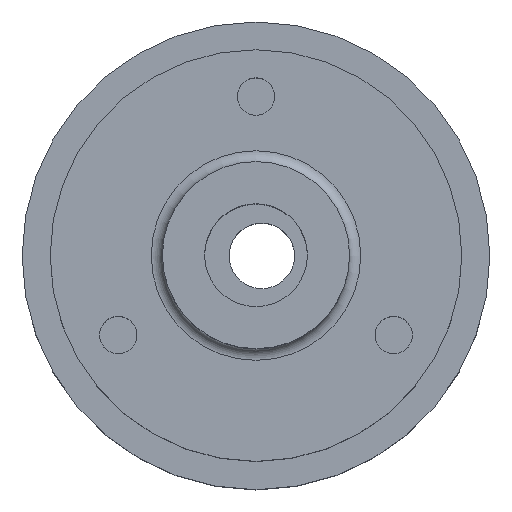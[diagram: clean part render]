
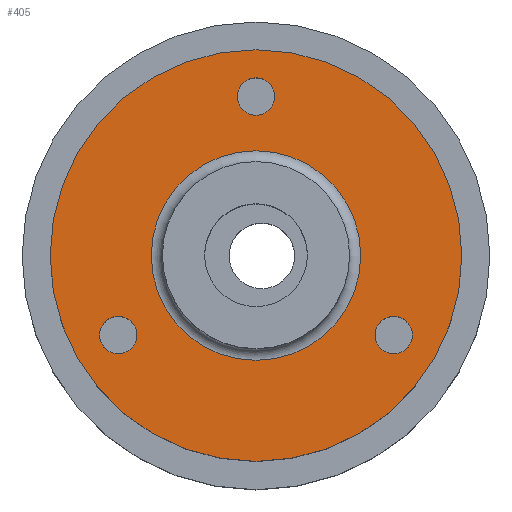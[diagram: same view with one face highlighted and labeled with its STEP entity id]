
A CAD part, top view. The second image highlights one B-rep face of the part: STEP entity #405.
In plain terms, the highlighted planar face has unit normal (0, 0, 1).
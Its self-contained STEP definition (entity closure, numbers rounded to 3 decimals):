
#238=CARTESIAN_POINT('',(-1.,8.5,17.7));
#239=VERTEX_POINT('',#238);
#249=CARTESIAN_POINT('',(1.,8.5,17.7));
#250=VERTEX_POINT('',#249);
#251=CARTESIAN_POINT('',(0.,8.5,17.7));
#252=DIRECTION('',(0.,0.,1.));
#253=DIRECTION('',(1.,0.,-0.));
#254=AXIS2_PLACEMENT_3D('',#251,#252,#253);
#255=CIRCLE('',#254,1.);
#256=EDGE_CURVE('',#239,#250,#255,.T.);
#258=CARTESIAN_POINT('',(0.,8.5,17.7));
#259=DIRECTION('',(0.,0.,1.));
#260=DIRECTION('',(1.,0.,-0.));
#261=AXIS2_PLACEMENT_3D('',#258,#259,#260);
#262=CIRCLE('',#261,1.);
#263=EDGE_CURVE('',#250,#239,#262,.T.);
#273=CARTESIAN_POINT('',(6.361,-4.25,17.7));
#274=VERTEX_POINT('',#273);
#284=CARTESIAN_POINT('',(8.361,-4.25,17.7));
#285=VERTEX_POINT('',#284);
#286=CARTESIAN_POINT('',(7.361,-4.25,17.7));
#287=DIRECTION('',(0.,0.,1.));
#288=DIRECTION('',(1.,0.,-0.));
#289=AXIS2_PLACEMENT_3D('',#286,#287,#288);
#290=CIRCLE('',#289,1.);
#291=EDGE_CURVE('',#274,#285,#290,.T.);
#293=CARTESIAN_POINT('',(7.361,-4.25,17.7));
#294=DIRECTION('',(0.,0.,1.));
#295=DIRECTION('',(1.,0.,-0.));
#296=AXIS2_PLACEMENT_3D('',#293,#294,#295);
#297=CIRCLE('',#296,1.);
#298=EDGE_CURVE('',#285,#274,#297,.T.);
#308=CARTESIAN_POINT('',(-8.361,-4.25,17.7));
#309=VERTEX_POINT('',#308);
#319=CARTESIAN_POINT('',(-6.361,-4.25,17.7));
#320=VERTEX_POINT('',#319);
#321=CARTESIAN_POINT('',(-7.361,-4.25,17.7));
#322=DIRECTION('',(0.,0.,1.));
#323=DIRECTION('',(1.,0.,-0.));
#324=AXIS2_PLACEMENT_3D('',#321,#322,#323);
#325=CIRCLE('',#324,1.);
#326=EDGE_CURVE('',#309,#320,#325,.T.);
#328=CARTESIAN_POINT('',(-7.361,-4.25,17.7));
#329=DIRECTION('',(0.,0.,1.));
#330=DIRECTION('',(1.,0.,-0.));
#331=AXIS2_PLACEMENT_3D('',#328,#329,#330);
#332=CIRCLE('',#331,1.);
#333=EDGE_CURVE('',#320,#309,#332,.T.);
#343=CARTESIAN_POINT('',(-11.,0.,17.7));
#344=VERTEX_POINT('',#343);
#351=CARTESIAN_POINT('',(11.,-0.,17.7));
#352=VERTEX_POINT('',#351);
#353=CARTESIAN_POINT('',(0.,0.,17.7));
#354=DIRECTION('',(0.,0.,1.));
#355=DIRECTION('',(1.,0.,-0.));
#356=AXIS2_PLACEMENT_3D('',#353,#354,#355);
#357=CIRCLE('',#356,11.);
#358=EDGE_CURVE('',#352,#344,#357,.T.);
#360=CARTESIAN_POINT('',(0.,0.,17.7));
#361=DIRECTION('',(0.,0.,1.));
#362=DIRECTION('',(1.,0.,-0.));
#363=AXIS2_PLACEMENT_3D('',#360,#361,#362);
#364=CIRCLE('',#363,11.);
#365=EDGE_CURVE('',#344,#352,#364,.T.);
#373=CARTESIAN_POINT('',(0.,0.,17.7));
#374=DIRECTION('',(0.,0.,1.));
#375=DIRECTION('',(1.,0.,0.));
#376=AXIS2_PLACEMENT_3D('',#373,#374,#375);
#377=PLANE('',#376);
#378=CARTESIAN_POINT('',(5.6,-0.,17.7));
#379=VERTEX_POINT('',#378);
#380=CARTESIAN_POINT('',(0.,0.,17.7));
#381=DIRECTION('',(-0.,-0.,-1.));
#382=DIRECTION('',(1.,0.,-0.));
#383=AXIS2_PLACEMENT_3D('',#380,#381,#382);
#384=CIRCLE('',#383,5.6);
#385=EDGE_CURVE('',#379,#379,#384,.T.);
#386=ORIENTED_EDGE('',*,*,#385,.T.);
#387=EDGE_LOOP('',(#386));
#388=FACE_BOUND('',#387,.T.);
#389=ORIENTED_EDGE('',*,*,#326,.F.);
#390=ORIENTED_EDGE('',*,*,#333,.F.);
#391=EDGE_LOOP('',(#389,#390));
#392=FACE_BOUND('',#391,.T.);
#393=ORIENTED_EDGE('',*,*,#291,.F.);
#394=ORIENTED_EDGE('',*,*,#298,.F.);
#395=EDGE_LOOP('',(#393,#394));
#396=FACE_BOUND('',#395,.T.);
#397=ORIENTED_EDGE('',*,*,#256,.F.);
#398=ORIENTED_EDGE('',*,*,#263,.F.);
#399=EDGE_LOOP('',(#397,#398));
#400=FACE_BOUND('',#399,.T.);
#401=ORIENTED_EDGE('',*,*,#358,.T.);
#402=ORIENTED_EDGE('',*,*,#365,.T.);
#403=EDGE_LOOP('',(#401,#402));
#404=FACE_BOUND('',#403,.T.);
#405=ADVANCED_FACE('',(#388,#392,#396,#400,#404),#377,.T.);
